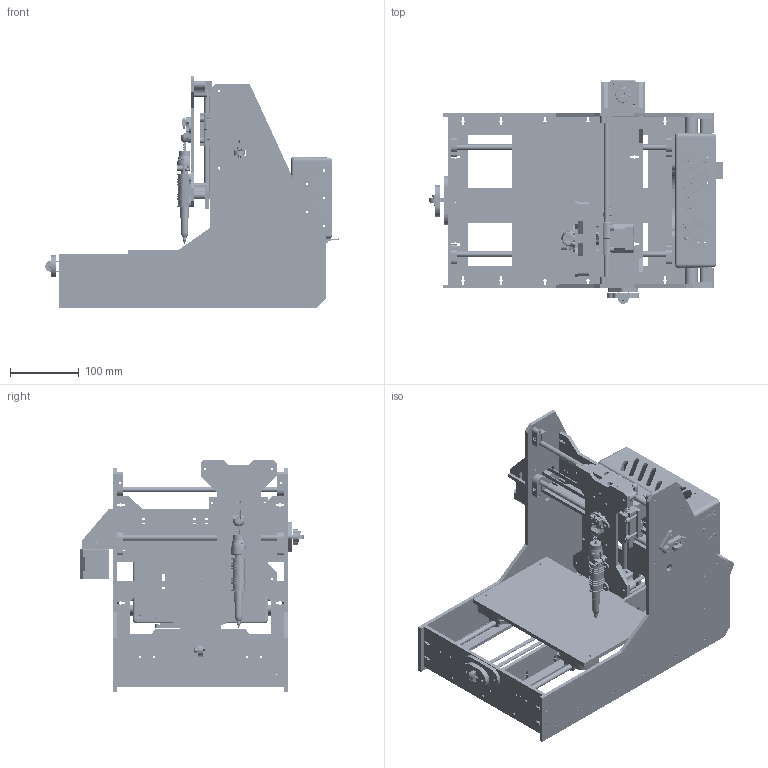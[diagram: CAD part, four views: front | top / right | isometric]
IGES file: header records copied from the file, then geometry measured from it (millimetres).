
Start section: SolidWorks IGES file using analytic representation for surfaces
Global section: file name: 00-TopLevel-MakeCNC.IGS; native system: SolidWorks 2014; preprocessor: SolidWorks 2014; author: nbarrow; date: 151204.144016; units: inch
Bounding box: 425.25 x 324.15 x 334.97 mm (x, y, z)
Surface area: 1244876.5 mm2 (no closed solid volume)
Topology: 0 solids, 0 shells, 6331 faces, 86627 edges, 86622 vertices
Faces by surface type: bspline 3945, revolution 2386
